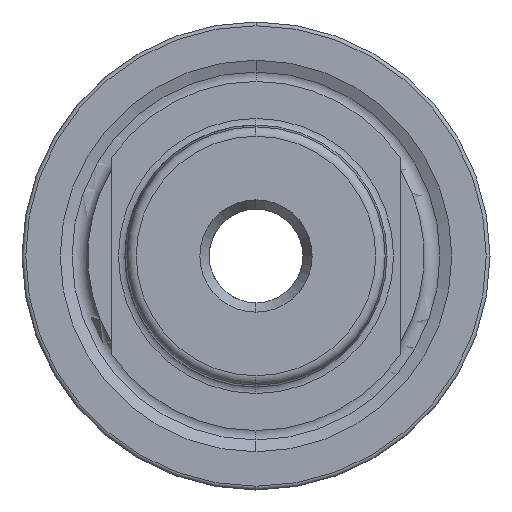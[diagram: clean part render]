
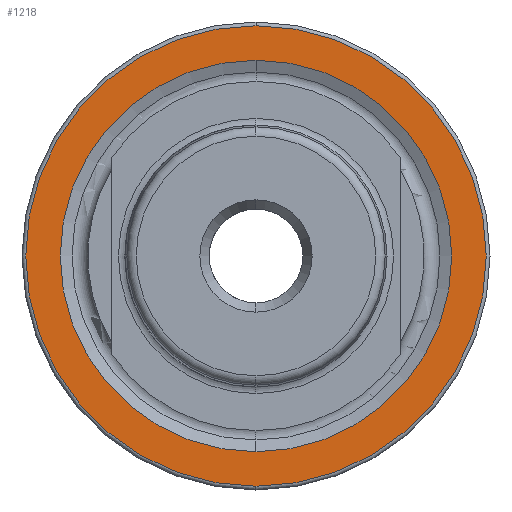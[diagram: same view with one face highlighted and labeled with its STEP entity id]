
A CAD part, left-side view. The second image highlights one B-rep face of the part: STEP entity #1218.
In plain terms, the highlighted planar face has unit normal (-1, 0, 0).
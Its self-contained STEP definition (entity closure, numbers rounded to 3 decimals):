
#178 = PLANE ( 'NONE',  #786 ) ;
#234 = DIRECTION ( 'NONE',  ( 0., 0., -1. ) ) ;
#443 = DIRECTION ( 'NONE',  ( 0., 0., 1. ) ) ;
#453 = CARTESIAN_POINT ( 'NONE',  ( 14., 0., 0. ) ) ;
#462 = AXIS2_PLACEMENT_3D ( 'NONE', #1555, #1483, #1464 ) ;
#520 = FACE_OUTER_BOUND ( 'NONE', #2497, .T. ) ;
#538 = CARTESIAN_POINT ( 'NONE',  ( 14., 10.459, 0. ) ) ;
#574 = DIRECTION ( 'NONE',  ( 1., 0., 0. ) ) ;
#614 = ORIENTED_EDGE ( 'NONE', *, *, #2947, .T. ) ;
#702 = CARTESIAN_POINT ( 'NONE',  ( 14., 0., 10.459 ) ) ;
#718 = ORIENTED_EDGE ( 'NONE', *, *, #2688, .T. ) ;
#727 = ORIENTED_EDGE ( 'NONE', *, *, #3872, .F. ) ;
#768 = ORIENTED_EDGE ( 'NONE', *, *, #2831, .F. ) ;
#786 = AXIS2_PLACEMENT_3D ( 'NONE', #538, #574, #234 ) ;
#811 = CARTESIAN_POINT ( 'NONE',  ( 14., 0., -10.459 ) ) ;
#885 = AXIS2_PLACEMENT_3D ( 'NONE', #3071, #3039, #3037 ) ;
#1218 = ADVANCED_FACE ( 'NONE', ( #2541, #520 ), #178, .F. ) ;
#1232 = AXIS2_PLACEMENT_3D ( 'NONE', #3491, #3443, #3414 ) ;
#1241 = VERTEX_POINT ( 'NONE', #702 ) ;
#1464 = DIRECTION ( 'NONE',  ( 0., 0., 1. ) ) ;
#1483 = DIRECTION ( 'NONE',  ( -1., 0., 0. ) ) ;
#1555 = CARTESIAN_POINT ( 'NONE',  ( 14., 0., 0. ) ) ;
#1632 = VERTEX_POINT ( 'NONE', #2533 ) ;
#1824 = CIRCLE ( 'NONE', #885, 10.459 ) ;
#2190 = DIRECTION ( 'NONE',  ( -1., 0., 0. ) ) ;
#2304 = CARTESIAN_POINT ( 'NONE',  ( 14., 0., -12.3 ) ) ;
#2497 = EDGE_LOOP ( 'NONE', ( #718, #614 ) ) ;
#2533 = CARTESIAN_POINT ( 'NONE',  ( 14., 0., 12.3 ) ) ;
#2541 = FACE_BOUND ( 'NONE', #3493, .T. ) ;
#2688 = EDGE_CURVE ( 'NONE', #1632, #3989, #3809, .T. ) ;
#2831 = EDGE_CURVE ( 'NONE', #1241, #3761, #3485, .T. ) ;
#2947 = EDGE_CURVE ( 'NONE', #3989, #1632, #3075, .T. ) ;
#3037 = DIRECTION ( 'NONE',  ( 0., 0., 1. ) ) ;
#3039 = DIRECTION ( 'NONE',  ( -1., 0., 0. ) ) ;
#3071 = CARTESIAN_POINT ( 'NONE',  ( 14., 0., 0. ) ) ;
#3075 = CIRCLE ( 'NONE', #462, 12.3 ) ;
#3375 = AXIS2_PLACEMENT_3D ( 'NONE', #453, #2190, #443 ) ;
#3414 = DIRECTION ( 'NONE',  ( 0., 0., 1. ) ) ;
#3443 = DIRECTION ( 'NONE',  ( -1., 0., 0. ) ) ;
#3485 = CIRCLE ( 'NONE', #3375, 10.459 ) ;
#3491 = CARTESIAN_POINT ( 'NONE',  ( 14., 0., 0. ) ) ;
#3493 = EDGE_LOOP ( 'NONE', ( #768, #727 ) ) ;
#3761 = VERTEX_POINT ( 'NONE', #811 ) ;
#3809 = CIRCLE ( 'NONE', #1232, 12.3 ) ;
#3872 = EDGE_CURVE ( 'NONE', #3761, #1241, #1824, .T. ) ;
#3989 = VERTEX_POINT ( 'NONE', #2304 ) ;
